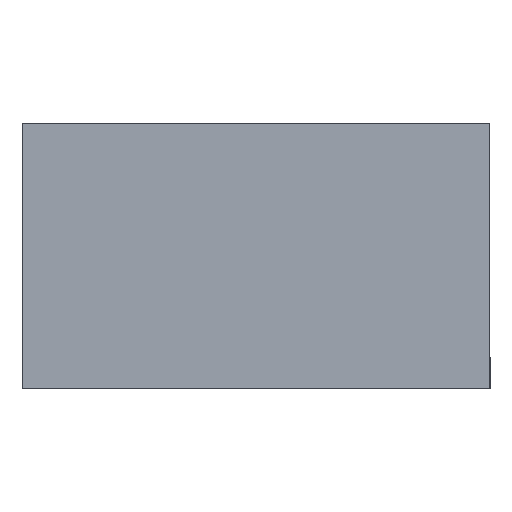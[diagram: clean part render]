
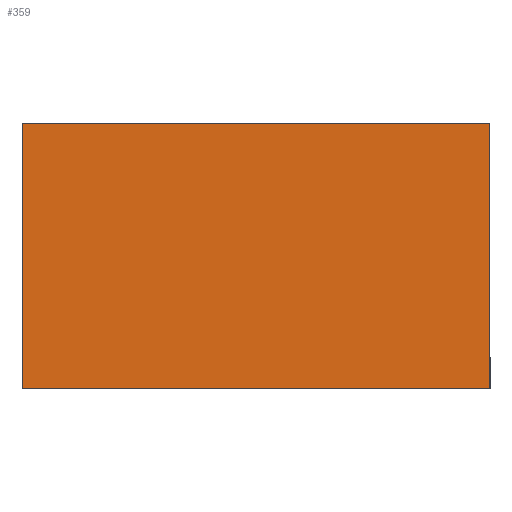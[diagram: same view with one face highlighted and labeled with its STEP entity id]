
A CAD part, left-side view. The second image highlights one B-rep face of the part: STEP entity #359.
In plain terms, the highlighted planar face has unit normal (-1, 0, 0).
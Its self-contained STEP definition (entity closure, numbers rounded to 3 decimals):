
#277=CARTESIAN_POINT('Line Origine',(-200.,-150.,85.)) ;
#281=CARTESIAN_POINT('Vertex',(-200.,-150.,0.)) ;
#283=CARTESIAN_POINT('Vertex',(-200.,-150.,170.)) ;
#314=CARTESIAN_POINT('Vertex',(-200.,150.,0.)) ;
#317=CARTESIAN_POINT('Line Origine',(-200.,150.,85.)) ;
#321=CARTESIAN_POINT('Vertex',(-200.,150.,170.)) ;
#338=CARTESIAN_POINT('Axis2P3D Location',(-200.,150.,0.)) ;
#343=CARTESIAN_POINT('Line Origine',(-200.,0.,0.)) ;
#348=CARTESIAN_POINT('Line Origine',(-200.,0.,170.)) ;
#278=DIRECTION('Vector Direction',(0.,0.,1.)) ;
#318=DIRECTION('Vector Direction',(0.,0.,1.)) ;
#339=DIRECTION('Axis2P3D Direction',(-1.,0.,0.)) ;
#340=DIRECTION('Axis2P3D XDirection',(0.,-1.,0.)) ;
#344=DIRECTION('Vector Direction',(0.,-1.,0.)) ;
#349=DIRECTION('Vector Direction',(0.,-1.,0.)) ;
#341=AXIS2_PLACEMENT_3D('Plane Axis2P3D',#338,#339,#340) ;
#354=ORIENTED_EDGE('',*,*,#323,.F.) ;
#355=ORIENTED_EDGE('',*,*,#347,.T.) ;
#356=ORIENTED_EDGE('',*,*,#285,.T.) ;
#357=ORIENTED_EDGE('',*,*,#352,.F.) ;
#279=VECTOR('Line Direction',#278,1.) ;
#319=VECTOR('Line Direction',#318,1.) ;
#345=VECTOR('Line Direction',#344,1.) ;
#350=VECTOR('Line Direction',#349,1.) ;
#359=ADVANCED_FACE('\X2\96F64EF651E04F554F53\X0\',(#358),#342,.T.) ;
#285=EDGE_CURVE('',#282,#284,#280,.T.) ;
#323=EDGE_CURVE('',#315,#322,#320,.T.) ;
#347=EDGE_CURVE('',#315,#282,#346,.T.) ;
#352=EDGE_CURVE('',#322,#284,#351,.T.) ;
#353=EDGE_LOOP('',(#354,#355,#356,#357)) ;
#358=FACE_OUTER_BOUND('',#353,.T.) ;
#280=LINE('Line',#277,#279) ;
#320=LINE('Line',#317,#319) ;
#346=LINE('Line',#343,#345) ;
#351=LINE('Line',#348,#350) ;
#342=PLANE('',#341) ;
#282=VERTEX_POINT('',#281) ;
#284=VERTEX_POINT('',#283) ;
#315=VERTEX_POINT('',#314) ;
#322=VERTEX_POINT('',#321) ;
